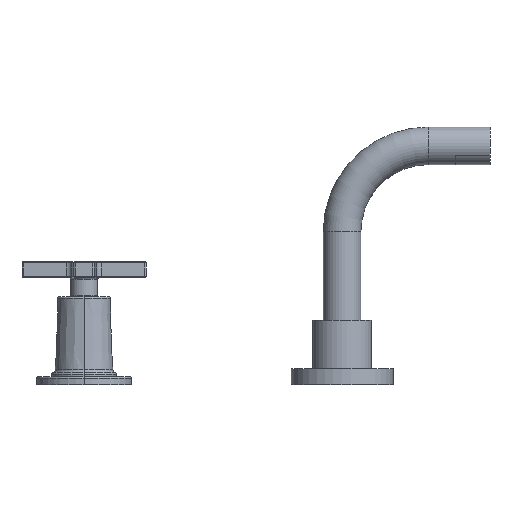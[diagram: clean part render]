
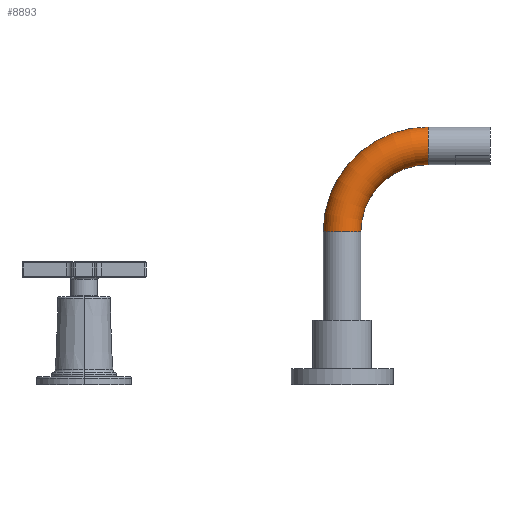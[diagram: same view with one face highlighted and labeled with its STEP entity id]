
A CAD part, left-side view. The second image highlights one B-rep face of the part: STEP entity #8893.
In plain terms, the highlighted toroidal (fillet/blend) face has major radius 50.8 mm and minor radius 11.113 mm.
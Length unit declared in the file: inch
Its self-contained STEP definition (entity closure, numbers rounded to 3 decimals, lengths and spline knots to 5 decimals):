
#8603=CARTESIAN_POINT('',(0.,-2.,5.56));
#8604=DIRECTION('',(0.,1.,0.));
#8605=DIRECTION('',(0.,0.,-1.));
#8606=AXIS2_PLACEMENT_3D('',#8603,#8604,#8605);
#8611=CARTESIAN_POINT('',(0.,-2.,3.56));
#8612=DIRECTION('',(-1.,0.,0.));
#8613=DIRECTION('',(0.,0.,1.));
#8614=AXIS2_PLACEMENT_3D('',#8611,#8612,#8613);
#8627=CARTESIAN_POINT('',(0.,-2.,3.56));
#8628=DIRECTION('',(-1.,0.,0.));
#8629=DIRECTION('',(0.,0.,1.));
#8630=AXIS2_PLACEMENT_3D('',#8627,#8628,#8629);
#8758=CARTESIAN_POINT('',(0.,0.,3.56));
#8759=DIRECTION('',(0.,0.,-1.));
#8760=DIRECTION('',(0.,-1.,0.));
#8761=AXIS2_PLACEMENT_3D('',#8758,#8759,#8760);
#8777=CARTESIAN_POINT('',(0.,-2.,5.9975));
#8778=CARTESIAN_POINT('',(0.,-2.,5.1225));
#8779=VERTEX_POINT('',#8777);
#8780=VERTEX_POINT('',#8778);
#8781=CARTESIAN_POINT('',(0.,0.4375,3.56));
#8782=CARTESIAN_POINT('',(0.,-0.4375,3.56));
#8783=VERTEX_POINT('',#8781);
#8784=VERTEX_POINT('',#8782);
#8879=CARTESIAN_POINT('',(0.,-2.,3.56));
#8880=DIRECTION('',(-1.,0.,0.));
#8881=DIRECTION('',(0.,0.,-1.));
#8882=AXIS2_PLACEMENT_3D('',#8879,#8880,#8881);
#8883=TOROIDAL_SURFACE('',#8882,2.,0.4375);
#8884=ORIENTED_EDGE('',*,*,#8867,.F.);
#8886=ORIENTED_EDGE('',*,*,#8885,.T.);
#8888=ORIENTED_EDGE('',*,*,#8887,.T.);
#8890=ORIENTED_EDGE('',*,*,#8889,.F.);
#8891=EDGE_LOOP('',(#8884,#8886,#8888,#8890));
#8892=FACE_OUTER_BOUND('',#8891,.F.);
#8607=CIRCLE('',#8606,0.4375);
#8615=CIRCLE('',#8614,1.5625);
#8631=CIRCLE('',#8630,2.4375);
#8762=CIRCLE('',#8761,0.4375);
#8867=EDGE_CURVE('',#8780,#8779,#8607,.T.);
#8885=EDGE_CURVE('',#8780,#8784,#8615,.T.);
#8887=EDGE_CURVE('',#8784,#8783,#8762,.T.);
#8889=EDGE_CURVE('',#8779,#8783,#8631,.T.);
#8893=ADVANCED_FACE('',(#8892),#8883,.T.);
